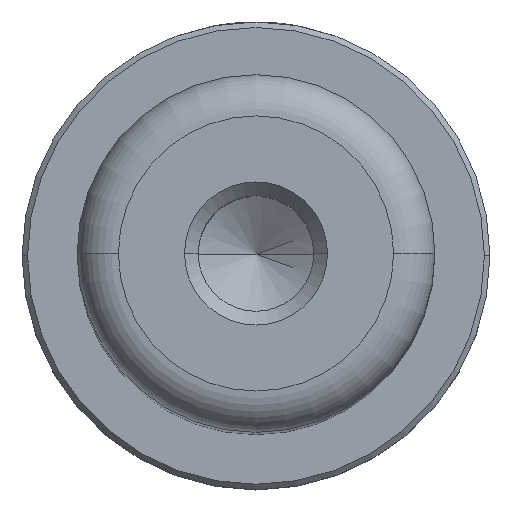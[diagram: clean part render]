
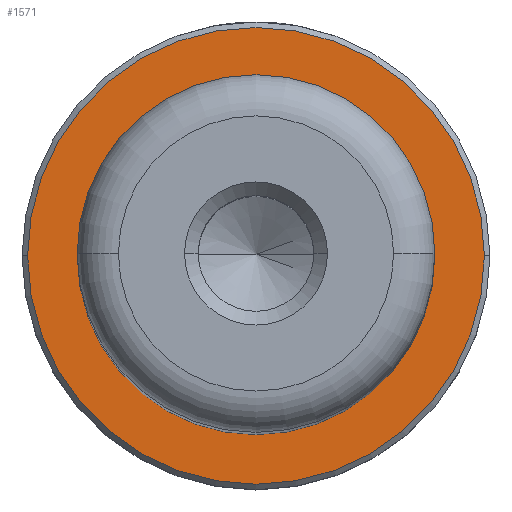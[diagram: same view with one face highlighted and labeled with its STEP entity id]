
A CAD part, top view. The second image highlights one B-rep face of the part: STEP entity #1571.
In plain terms, the highlighted planar face has unit normal (0, 0, 1).
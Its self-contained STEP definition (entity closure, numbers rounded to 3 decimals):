
#25 = DIRECTION ( 'NONE',  ( -1., 0., 0. ) ) ;
#40 = CIRCLE ( 'NONE', #1556, 8.3 ) ;
#83 = DIRECTION ( 'NONE',  ( 0., 0., 1. ) ) ;
#158 = VERTEX_POINT ( 'NONE', #883 ) ;
#219 = CIRCLE ( 'NONE', #863, 6. ) ;
#295 = ORIENTED_EDGE ( 'NONE', *, *, #843, .T. ) ;
#370 = VERTEX_POINT ( 'NONE', #1187 ) ;
#380 = DIRECTION ( 'NONE',  ( 0., 0., 1. ) ) ;
#475 = DIRECTION ( 'NONE',  ( -1., 0., 0. ) ) ;
#486 = DIRECTION ( 'NONE',  ( 0., 0., -1. ) ) ;
#491 = CARTESIAN_POINT ( 'NONE',  ( 0., 0., 15. ) ) ;
#555 = ORIENTED_EDGE ( 'NONE', *, *, #1876, .T. ) ;
#579 = VERTEX_POINT ( 'NONE', #1404 ) ;
#643 = EDGE_CURVE ( 'NONE', #158, #579, #40, .T. ) ;
#660 = VERTEX_POINT ( 'NONE', #1944 ) ;
#684 = DIRECTION ( 'NONE',  ( 0., 0., 1. ) ) ;
#784 = AXIS2_PLACEMENT_3D ( 'NONE', #1979, #380, #1526 ) ;
#810 = CIRCLE ( 'NONE', #1819, 8.3 ) ;
#843 = EDGE_CURVE ( 'NONE', #660, #370, #219, .T. ) ;
#863 = AXIS2_PLACEMENT_3D ( 'NONE', #491, #486, #475 ) ;
#865 = PLANE ( 'NONE',  #784 ) ;
#883 = CARTESIAN_POINT ( 'NONE',  ( -8.3, 0., 15. ) ) ;
#884 = AXIS2_PLACEMENT_3D ( 'NONE', #1987, #1040, #25 ) ;
#949 = FACE_OUTER_BOUND ( 'NONE', #958, .T. ) ;
#958 = EDGE_LOOP ( 'NONE', ( #1647, #555 ) ) ;
#982 = EDGE_LOOP ( 'NONE', ( #295, #1815 ) ) ;
#1040 = DIRECTION ( 'NONE',  ( 0., 0., -1. ) ) ;
#1179 = CIRCLE ( 'NONE', #884, 6. ) ;
#1187 = CARTESIAN_POINT ( 'NONE',  ( 6., 0., 15. ) ) ;
#1232 = FACE_BOUND ( 'NONE', #982, .T. ) ;
#1404 = CARTESIAN_POINT ( 'NONE',  ( 8.3, 0., 15. ) ) ;
#1526 = DIRECTION ( 'NONE',  ( 1., 0., 0. ) ) ;
#1556 = AXIS2_PLACEMENT_3D ( 'NONE', #1954, #83, #2015 ) ;
#1571 = ADVANCED_FACE ( 'NONE', ( #949, #1232 ), #865, .T. ) ;
#1615 = EDGE_CURVE ( 'NONE', #370, #660, #1179, .T. ) ;
#1647 = ORIENTED_EDGE ( 'NONE', *, *, #643, .T. ) ;
#1652 = CARTESIAN_POINT ( 'NONE',  ( 0., 0., 15. ) ) ;
#1810 = DIRECTION ( 'NONE',  ( 1., 0., 0. ) ) ;
#1815 = ORIENTED_EDGE ( 'NONE', *, *, #1615, .T. ) ;
#1819 = AXIS2_PLACEMENT_3D ( 'NONE', #1652, #684, #1810 ) ;
#1876 = EDGE_CURVE ( 'NONE', #579, #158, #810, .T. ) ;
#1944 = CARTESIAN_POINT ( 'NONE',  ( -6., 0., 15. ) ) ;
#1954 = CARTESIAN_POINT ( 'NONE',  ( 0., 0., 15. ) ) ;
#1979 = CARTESIAN_POINT ( 'NONE',  ( 0., 0., 15. ) ) ;
#1987 = CARTESIAN_POINT ( 'NONE',  ( 0., 0., 15. ) ) ;
#2015 = DIRECTION ( 'NONE',  ( 1., 0., 0. ) ) ;
